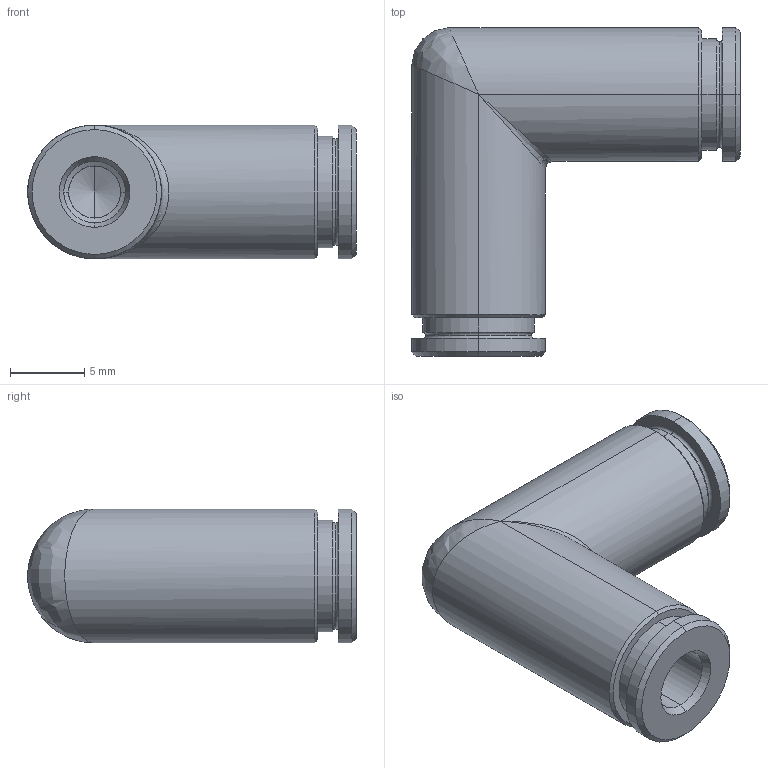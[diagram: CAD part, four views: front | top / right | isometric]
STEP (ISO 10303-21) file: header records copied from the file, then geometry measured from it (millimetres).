
FILE_DESCRIPTION (( 'STEP AP203' ), '1' );
FILE_NAME ('X0180010.STEP', '2010-10-26T14:20:03', ( '' ), ( 'sopra-pneumatic' ), 'SwSTEP 2.0', 'SolidWorks 2009', '' );
FILE_SCHEMA (( 'CONFIG_CONTROL_DESIGN' ));
Length unit declared in the file: millimetre
Products named in the file (1): X0180010
Bounding box: 22.1 x 22.1 x 9 mm (x, y, z)
Volume: 1713.2 mm3; surface area: 1599.6 mm2
Topology: 1 solids, 1 shells, 60 faces, 128 edges, 66 vertices
Faces by surface type: cylinder 24, cone 20, torus 8, plane 6, bspline 2
Entity records: 2265 total; most frequent: CARTESIAN_POINT 925, DIRECTION 298, ORIENTED_EDGE 240, AXIS2_PLACEMENT_3D 127, EDGE_CURVE 120, CIRCLE 68, EDGE_LOOP 66, VERTEX_POINT 66
